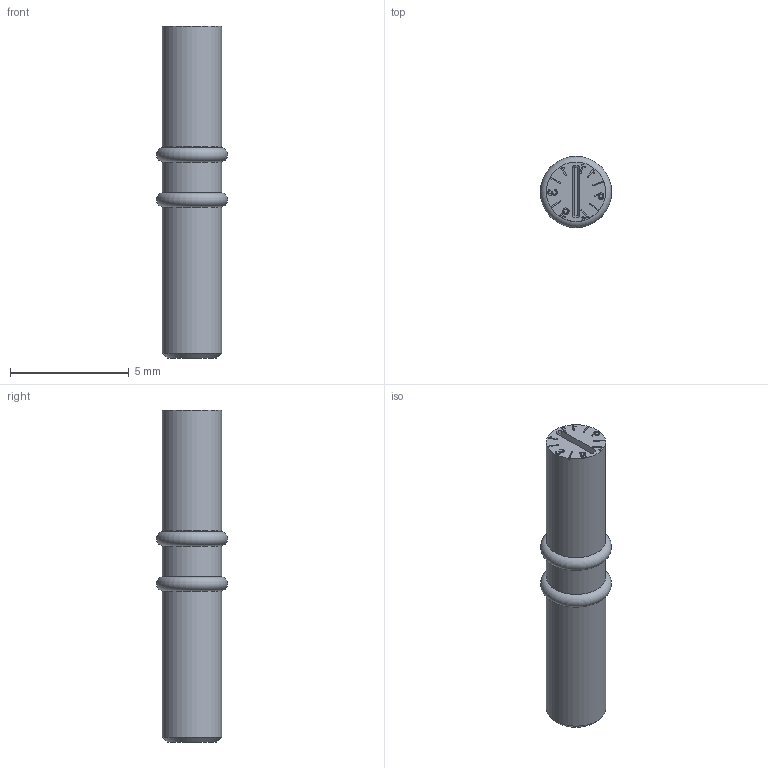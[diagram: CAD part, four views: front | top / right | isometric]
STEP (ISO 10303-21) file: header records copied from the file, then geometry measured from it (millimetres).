
FILE_DESCRIPTION(/* description */ (''),/* implementation_level */ '2;1');
FILE_NAME(/* name */ 'Dati-8000_B$2,5$00.stp',/* time_stamp */ '2025-09-09T18:35:02+02:00',/* author */ ('olafg'),/* organization */ (''),/* preprocessor_version */ 'ST-DEVELOPER v20',/* originating_system */ 'Autodesk Inventor 2024',/* authorisation */ '');
FILE_SCHEMA (('AUTOMOTIVE_DESIGN { 1 0 10303 214 3 1 1 }'));
Length unit declared in the file: millimetre
Products named in the file (1): 8002,5-05-00 A Stelleinsatz
Bounding box: 3 x 3 x 14 mm (x, y, z)
Volume: 69 mm3; surface area: 157.3 mm2
Topology: 3 solids, 3 shells, 179 faces, 473 edges, 313 vertices
Faces by surface type: bspline 99, plane 64, torus 6, cone 5, cylinder 5
Full cylindrical faces by diameter (mm): 1.6 x2, 2.5 x3
Entity records: 6415 total; most frequent: CARTESIAN_POINT 2574, ORIENTED_EDGE 946, EDGE_CURVE 473, DIRECTION 468, VERTEX_POINT 313, LINE 244, VECTOR 244, B_SPLINE_CURVE_WITH_KNOTS 198
